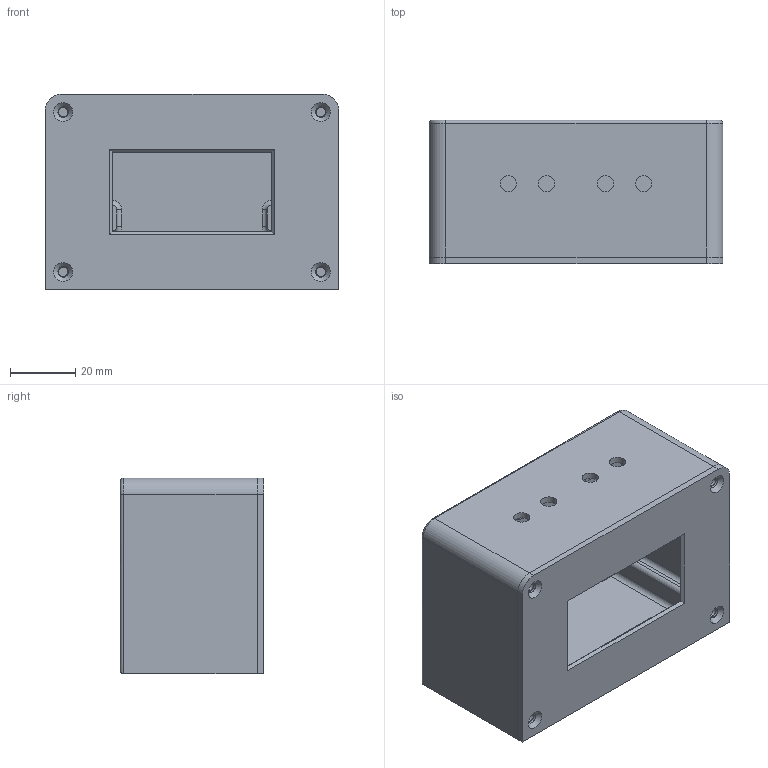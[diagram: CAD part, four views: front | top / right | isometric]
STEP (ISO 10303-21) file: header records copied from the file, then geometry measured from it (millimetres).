
FILE_DESCRIPTION(/* description */ ('Unknown'),/* implementation_level */ '2;1');
FILE_NAME(/* name */ 'body-top_buttons',/* time_stamp */ '2019-12-13T22:31:32+01:00',/* author */ ('Unknown'),/* organization */ ('Unknown'),/* preprocessor_version */ 'ST-DEVELOPER v16.7',/* originating_system */ 'DEX',/* authorisation */ $);
FILE_SCHEMA (('AUTOMOTIVE_DESIGN {1 0 10303 214 3 1 1}'));
Length unit declared in the file: millimetre
Products named in the file (1): body-top_buttons
Bounding box: 90 x 44 x 60 mm (x, y, z)
Volume: 58931.1 mm3; surface area: 45094.1 mm2
Topology: 2 solids, 2 shells, 148 faces, 366 edges, 234 vertices
Faces by surface type: plane 68, cylinder 66, torus 10, cone 4
Full cylindrical faces by diameter (mm): 2.8 x8, 3.2 x4, 5 x4
Entity records: 4329 total; most frequent: DIRECTION 780, CARTESIAN_POINT 721, ORIENTED_EDGE 684, EDGE_CURVE 342, AXIS2_PLACEMENT_3D 289, VERTEX_POINT 230, LINE 202, VECTOR 202
